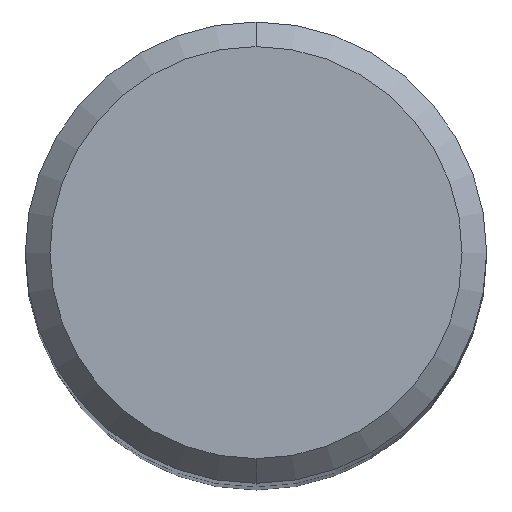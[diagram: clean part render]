
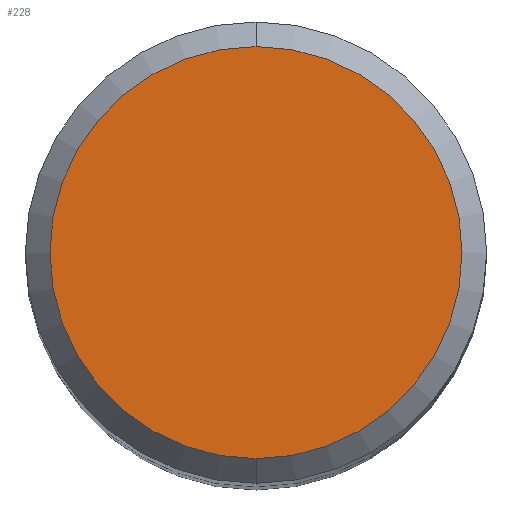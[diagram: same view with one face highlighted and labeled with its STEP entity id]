
A CAD part, top view. The second image highlights one B-rep face of the part: STEP entity #228.
In plain terms, the highlighted planar face has unit normal (0, 0, 1).
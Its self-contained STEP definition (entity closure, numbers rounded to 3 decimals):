
#202=VERTEX_POINT('',#506);
#228=ADVANCED_FACE('',(#533),#534,.T.);
#284=EDGE_CURVE('',#202,#386,#597,.T.);
#334=EDGE_CURVE('',#386,#202,#653,.T.);
#386=VERTEX_POINT('',#710);
#506=CARTESIAN_POINT('',(0.,-6.7,0.0));
#533=FACE_OUTER_BOUND('',#905,.T.);
#534=PLANE('',#906);
#597=CIRCLE('',#1062,6.7);
#653=CIRCLE('',#1215,6.7);
#710=CARTESIAN_POINT('',(0.0,6.7,0.0));
#905=EDGE_LOOP('',(#1540,#1541));
#906=AXIS2_PLACEMENT_3D('',#1542,#1543,#1544);
#1062=AXIS2_PLACEMENT_3D('',#1617,#1618,#1619);
#1215=AXIS2_PLACEMENT_3D('',#1679,#1680,#1681);
#1540=ORIENTED_EDGE('',*,*,#334,.F.);
#1541=ORIENTED_EDGE('',*,*,#284,.F.);
#1542=CARTESIAN_POINT('',(0.0,3.35,0.0));
#1543=DIRECTION('',(-0.0,0.0,1.0));
#1544=DIRECTION('',(0.0,-1.0,0.0));
#1617=CARTESIAN_POINT('',(0.0,0.0,0.0));
#1618=DIRECTION('',(0.0,0.0,-1.0));
#1619=DIRECTION('',(0.0,1.0,0.0));
#1679=CARTESIAN_POINT('',(0.0,0.0,0.0));
#1680=DIRECTION('',(0.0,0.0,-1.0));
#1681=DIRECTION('',(0.0,1.0,0.0));
